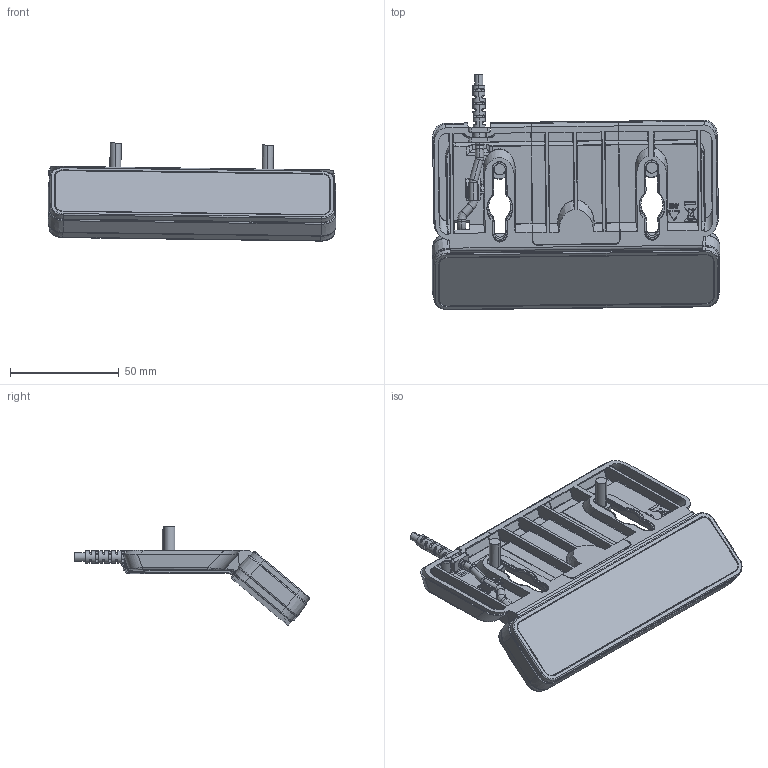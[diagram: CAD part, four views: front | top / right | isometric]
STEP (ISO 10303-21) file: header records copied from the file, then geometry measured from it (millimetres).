
FILE_DESCRIPTION (( 'STEP AP203' ), '1' );
FILE_NAME ('Touch FX.STEP', '2017-10-23T09:55:50', ( 'admin' ), ( 'Hewlett-Packard Company' ), 'SwSTEP 2.0', 'SolidWorks 2016', '' );
FILE_SCHEMA (( 'CONFIG_CONTROL_DESIGN' ));
Products named in the file (1): Touch FX
Bounding box: 132.48 x 108.3 x 45.15 mm (x, y, z)
Volume: 88882.4 mm3; surface area: 38227.4 mm2
Topology: 1 solids, 2 shells, 1727 faces, 4375 edges, 2651 vertices
Faces by surface type: plane 632, cylinder 558, bspline 513, cone 24
Entity records: 71680 total; most frequent: CARTESIAN_POINT 34401, ORIENTED_EDGE 8654, DIRECTION 6441, EDGE_CURVE 4327, VERTEX_POINT 2651, VECTOR 2157, LINE 2157, AXIS2_PLACEMENT_3D 2142
